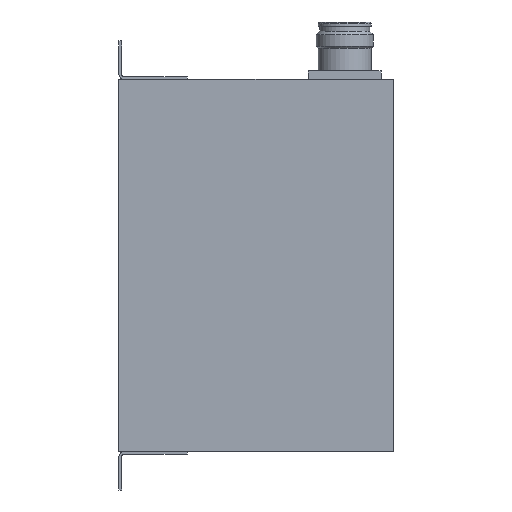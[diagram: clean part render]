
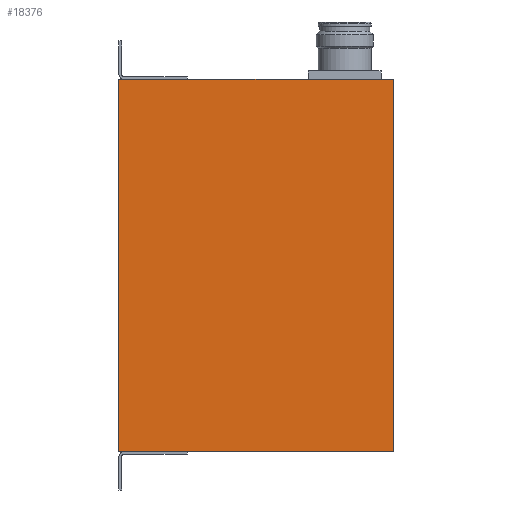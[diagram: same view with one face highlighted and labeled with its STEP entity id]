
A CAD part, front view. The second image highlights one B-rep face of the part: STEP entity #18376.
In plain terms, the highlighted planar face has unit normal (0, -1, 0).
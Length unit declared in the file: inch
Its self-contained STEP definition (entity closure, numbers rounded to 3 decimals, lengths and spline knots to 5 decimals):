
#1333 = AXIS2_PLACEMENT_3D ( 'NONE', #41446, #54976, #46441 ) ;
#1911 = VERTEX_POINT ( 'NONE', #14133 ) ;
#2564 = EDGE_LOOP ( 'NONE', ( #55082, #25457, #48199, #14198 ) ) ;
#6167 = VECTOR ( 'NONE', #21698, 39.37008 ) ;
#7498 = EDGE_CURVE ( 'NONE', #55338, #29871, #12593, .T. ) ;
#10420 = CARTESIAN_POINT ( 'NONE',  ( 113.75204, 23.7923, 5.11811 ) ) ;
#11176 = FACE_OUTER_BOUND ( 'NONE', #2564, .T. ) ;
#12170 = DIRECTION ( 'NONE',  ( -1., 0., 0. ) ) ;
#12593 = LINE ( 'NONE', #30507, #6167 ) ;
#12752 = CARTESIAN_POINT ( 'NONE',  ( 109.97251, 23.7923, 5.11811 ) ) ;
#14133 = CARTESIAN_POINT ( 'NONE',  ( 113.75204, 23.7923, 0. ) ) ;
#14198 = ORIENTED_EDGE ( 'NONE', *, *, #53399, .F. ) ;
#18376 = ADVANCED_FACE ( 'NONE', ( #11176 ), #37615, .F. ) ;
#21698 = DIRECTION ( 'NONE',  ( 1., 0., 0. ) ) ;
#21974 = CARTESIAN_POINT ( 'NONE',  ( 109.97251, 23.7923, 5.11811 ) ) ;
#24005 = EDGE_CURVE ( 'NONE', #29871, #1911, #45974, .T. ) ;
#25457 = ORIENTED_EDGE ( 'NONE', *, *, #7498, .F. ) ;
#27191 = DIRECTION ( 'NONE',  ( 0., 0., -1. ) ) ;
#29871 = VERTEX_POINT ( 'NONE', #30952 ) ;
#29923 = EDGE_CURVE ( 'NONE', #39696, #55338, #57700, .T. ) ;
#30332 = VECTOR ( 'NONE', #12170, 39.37008 ) ;
#30507 = CARTESIAN_POINT ( 'NONE',  ( 109.97251, 23.7923, 5.11811 ) ) ;
#30952 = CARTESIAN_POINT ( 'NONE',  ( 113.75204, 23.7923, 5.11811 ) ) ;
#37615 = PLANE ( 'NONE',  #1333 ) ;
#39190 = LINE ( 'NONE', #53303, #30332 ) ;
#39513 = CARTESIAN_POINT ( 'NONE',  ( 109.97251, 23.7923, 0. ) ) ;
#39696 = VERTEX_POINT ( 'NONE', #39513 ) ;
#41446 = CARTESIAN_POINT ( 'NONE',  ( 109.97251, 23.7923, 5.11811 ) ) ;
#42112 = VECTOR ( 'NONE', #27191, 39.37008 ) ;
#44173 = DIRECTION ( 'NONE',  ( 0., 0., 1. ) ) ;
#45974 = LINE ( 'NONE', #10420, #42112 ) ;
#46441 = DIRECTION ( 'NONE',  ( 0., 0., 1. ) ) ;
#47269 = VECTOR ( 'NONE', #44173, 39.37008 ) ;
#48199 = ORIENTED_EDGE ( 'NONE', *, *, #29923, .F. ) ;
#53303 = CARTESIAN_POINT ( 'NONE',  ( 109.97251, 23.7923, 0. ) ) ;
#53399 = EDGE_CURVE ( 'NONE', #1911, #39696, #39190, .T. ) ;
#54976 = DIRECTION ( 'NONE',  ( 0., 1., 0. ) ) ;
#55082 = ORIENTED_EDGE ( 'NONE', *, *, #24005, .F. ) ;
#55338 = VERTEX_POINT ( 'NONE', #21974 ) ;
#57700 = LINE ( 'NONE', #12752, #47269 ) ;
